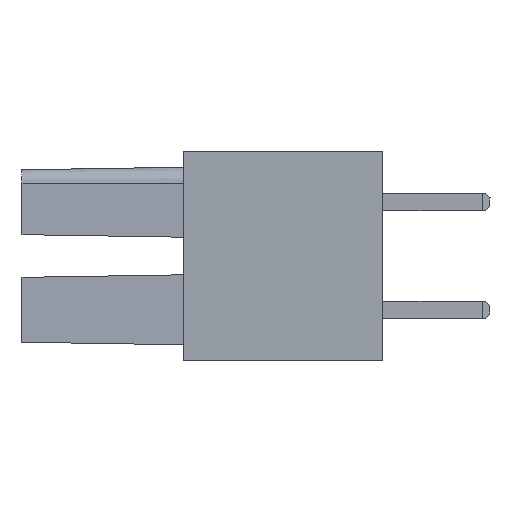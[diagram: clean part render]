
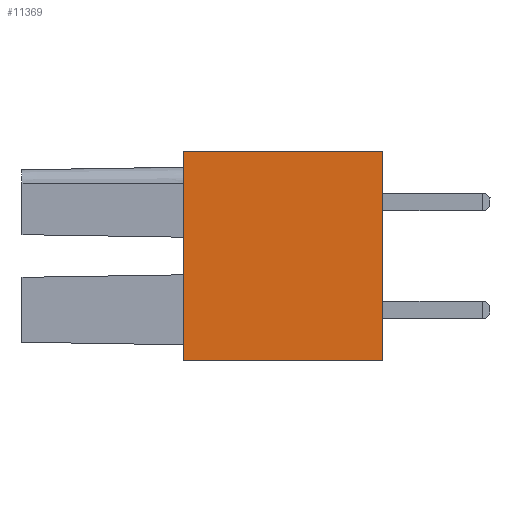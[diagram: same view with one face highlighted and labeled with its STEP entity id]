
A CAD part, left-side view. The second image highlights one B-rep face of the part: STEP entity #11369.
In plain terms, the highlighted planar face has unit normal (-1, 0, 0).
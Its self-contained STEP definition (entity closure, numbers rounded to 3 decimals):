
#3389 = CARTESIAN_POINT ( 'NONE',  ( -12.89, 4.699, 2.477 ) ) ;
#3455 = VECTOR ( 'NONE', #11594, 1000. ) ;
#4025 = DIRECTION ( 'NONE',  ( 0., 0., 1. ) ) ;
#4469 = PLANE ( 'NONE',  #13727 ) ;
#4961 = DIRECTION ( 'NONE',  ( 0., -1., 0. ) ) ;
#5525 = VERTEX_POINT ( 'NONE', #14913 ) ;
#5785 = CARTESIAN_POINT ( 'NONE',  ( -12.89, 4.699, -2.477 ) ) ;
#7440 = EDGE_CURVE ( 'NONE', #14205, #9642, #19467, .T. ) ;
#7469 = ORIENTED_EDGE ( 'NONE', *, *, #19911, .F. ) ;
#8030 = CARTESIAN_POINT ( 'NONE',  ( -12.89, 4.699, -2.477 ) ) ;
#8361 = FACE_OUTER_BOUND ( 'NONE', #19699, .T. ) ;
#8884 = VECTOR ( 'NONE', #4961, 1000. ) ;
#9129 = CARTESIAN_POINT ( 'NONE',  ( -12.89, 4.699, 2.477 ) ) ;
#9642 = VERTEX_POINT ( 'NONE', #22665 ) ;
#9760 = LINE ( 'NONE', #17723, #3455 ) ;
#10095 = EDGE_CURVE ( 'NONE', #14205, #19929, #13405, .T. ) ;
#10542 = ORIENTED_EDGE ( 'NONE', *, *, #7440, .T. ) ;
#11369 = ADVANCED_FACE ( 'NONE', ( #8361 ), #4469, .F. ) ;
#11594 = DIRECTION ( 'NONE',  ( 0., 0., 1. ) ) ;
#12429 = DIRECTION ( 'NONE',  ( 0., 1., 0. ) ) ;
#13405 = LINE ( 'NONE', #8030, #18589 ) ;
#13703 = ORIENTED_EDGE ( 'NONE', *, *, #18516, .T. ) ;
#13727 = AXIS2_PLACEMENT_3D ( 'NONE', #14125, #16083, #12429 ) ;
#14125 = CARTESIAN_POINT ( 'NONE',  ( -12.89, 4.699, -2.477 ) ) ;
#14205 = VERTEX_POINT ( 'NONE', #25543 ) ;
#14899 = LINE ( 'NONE', #3389, #8884 ) ;
#14913 = CARTESIAN_POINT ( 'NONE',  ( -12.89, 0., 2.477 ) ) ;
#16083 = DIRECTION ( 'NONE',  ( 1., 0., 0. ) ) ;
#17723 = CARTESIAN_POINT ( 'NONE',  ( -12.89, 0., -2.477 ) ) ;
#18068 = ORIENTED_EDGE ( 'NONE', *, *, #10095, .F. ) ;
#18516 = EDGE_CURVE ( 'NONE', #9642, #5525, #9760, .T. ) ;
#18589 = VECTOR ( 'NONE', #4025, 1000. ) ;
#19467 = LINE ( 'NONE', #5785, #20148 ) ;
#19699 = EDGE_LOOP ( 'NONE', ( #13703, #7469, #18068, #10542 ) ) ;
#19911 = EDGE_CURVE ( 'NONE', #19929, #5525, #14899, .T. ) ;
#19929 = VERTEX_POINT ( 'NONE', #9129 ) ;
#20148 = VECTOR ( 'NONE', #21022, 1000. ) ;
#21022 = DIRECTION ( 'NONE',  ( 0., -1., 0. ) ) ;
#22665 = CARTESIAN_POINT ( 'NONE',  ( -12.89, 0., -2.477 ) ) ;
#25543 = CARTESIAN_POINT ( 'NONE',  ( -12.89, 4.699, -2.477 ) ) ;
